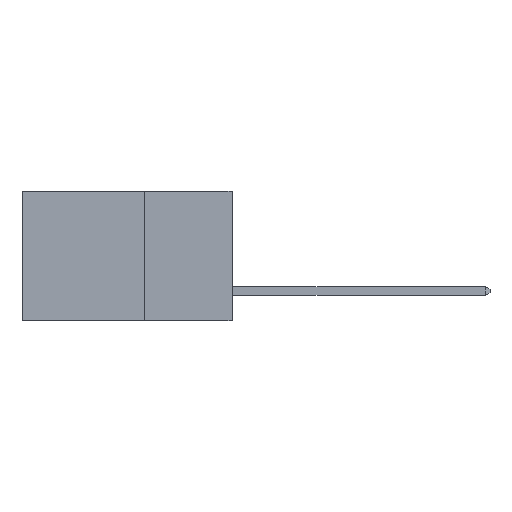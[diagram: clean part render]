
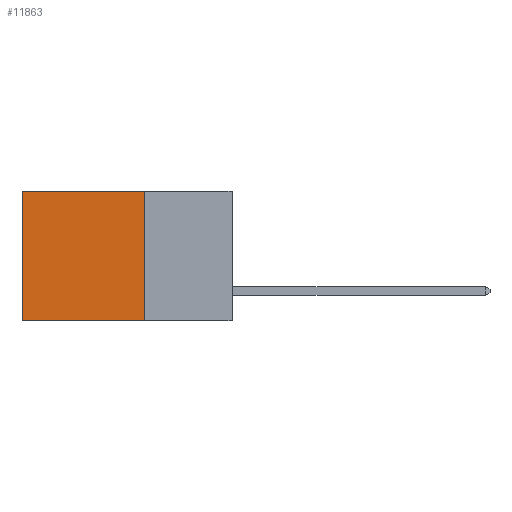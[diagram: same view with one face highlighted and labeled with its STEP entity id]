
A CAD part, left-side view. The second image highlights one B-rep face of the part: STEP entity #11863.
In plain terms, the highlighted planar face has unit normal (-1, 0, 0).
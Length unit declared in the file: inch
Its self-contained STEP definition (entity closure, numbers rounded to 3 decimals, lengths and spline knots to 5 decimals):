
#170 = EDGE_CURVE ( 'NONE', #8324, #6104, #8812, .T. ) ;
#250 = DIRECTION ( 'NONE',  ( 0., 0., -1. ) ) ;
#895 = EDGE_CURVE ( 'NONE', #11749, #6104, #4517, .T. ) ;
#1129 = VECTOR ( 'NONE', #4186, 39.37008 ) ;
#2225 = CARTESIAN_POINT ( 'NONE',  ( 0.2875, 0.25, 0. ) ) ;
#2460 = ORIENTED_EDGE ( 'NONE', *, *, #170, .T. ) ;
#2510 = ORIENTED_EDGE ( 'NONE', *, *, #895, .F. ) ;
#2604 = ORIENTED_EDGE ( 'NONE', *, *, #4423, .F. ) ;
#2672 = ORIENTED_EDGE ( 'NONE', *, *, #4615, .T. ) ;
#2827 = CARTESIAN_POINT ( 'NONE',  ( 0.2875, 0.25, -0.37 ) ) ;
#3554 = CARTESIAN_POINT ( 'NONE',  ( 0.2875, 0.6, 0. ) ) ;
#4065 = DIRECTION ( 'NONE',  ( 1., 0., 0. ) ) ;
#4186 = DIRECTION ( 'NONE',  ( 0., 0., -1. ) ) ;
#4423 = EDGE_CURVE ( 'NONE', #6210, #11749, #12056, .T. ) ;
#4517 = LINE ( 'NONE', #8986, #8583 ) ;
#4615 = EDGE_CURVE ( 'NONE', #6210, #8324, #9785, .T. ) ;
#5474 = DIRECTION ( 'NONE',  ( 0., 1., 0. ) ) ;
#5500 = CARTESIAN_POINT ( 'NONE',  ( 0.2875, 0.25, 0. ) ) ;
#5818 = CARTESIAN_POINT ( 'NONE',  ( 0.2875, 0.6, 0. ) ) ;
#5937 = CARTESIAN_POINT ( 'NONE',  ( 0.2875, 0.25, 0. ) ) ;
#6104 = VERTEX_POINT ( 'NONE', #8353 ) ;
#6210 = VERTEX_POINT ( 'NONE', #5937 ) ;
#6666 = VECTOR ( 'NONE', #250, 39.37008 ) ;
#7814 = PLANE ( 'NONE',  #12096 ) ;
#8324 = VERTEX_POINT ( 'NONE', #3554 ) ;
#8353 = CARTESIAN_POINT ( 'NONE',  ( 0.2875, 0.6, -0.37 ) ) ;
#8583 = VECTOR ( 'NONE', #5474, 39.37008 ) ;
#8812 = LINE ( 'NONE', #5818, #1129 ) ;
#8986 = CARTESIAN_POINT ( 'NONE',  ( 0.2875, 0.25, -0.37 ) ) ;
#9785 = LINE ( 'NONE', #5500, #11904 ) ;
#10361 = EDGE_LOOP ( 'NONE', ( #2460, #2510, #2604, #2672 ) ) ;
#10580 = DIRECTION ( 'NONE',  ( 0., 0., -1. ) ) ;
#11001 = DIRECTION ( 'NONE',  ( 0., 1., 0. ) ) ;
#11451 = CARTESIAN_POINT ( 'NONE',  ( 0.2875, 0.25, 0. ) ) ;
#11749 = VERTEX_POINT ( 'NONE', #2827 ) ;
#11863 = ADVANCED_FACE ( 'NONE', ( #11920 ), #7814, .F. ) ;
#11904 = VECTOR ( 'NONE', #11001, 39.37008 ) ;
#11920 = FACE_OUTER_BOUND ( 'NONE', #10361, .T. ) ;
#12056 = LINE ( 'NONE', #2225, #6666 ) ;
#12096 = AXIS2_PLACEMENT_3D ( 'NONE', #11451, #4065, #10580 ) ;
